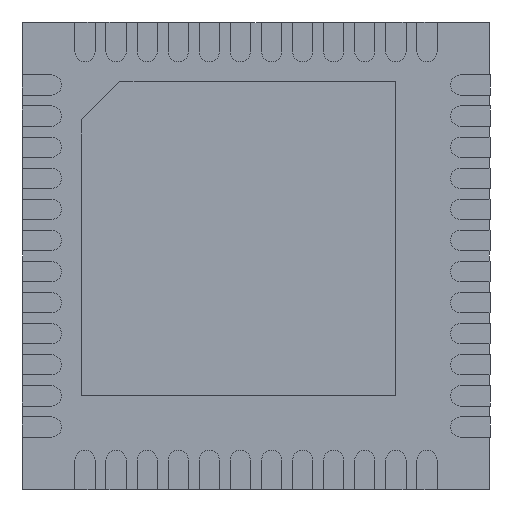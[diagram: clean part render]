
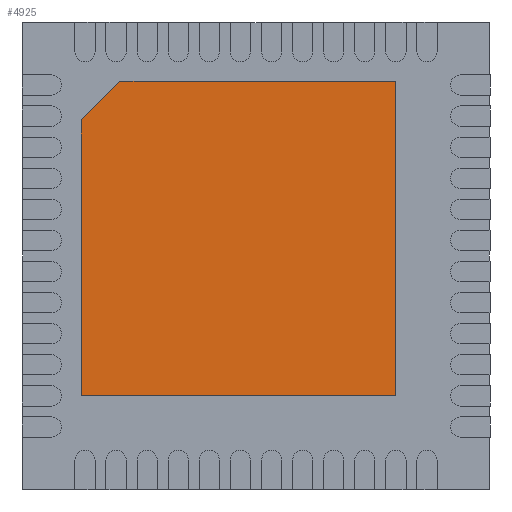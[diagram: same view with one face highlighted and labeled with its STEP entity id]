
A CAD part, front view. The second image highlights one B-rep face of the part: STEP entity #4925.
In plain terms, the highlighted planar face has unit normal (0, -1, 0).
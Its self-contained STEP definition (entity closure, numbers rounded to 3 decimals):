
#59 = EDGE_CURVE ( 'NONE', #4106, #12624, #8428, .T. ) ;
#244 = DIRECTION ( 'NONE',  ( 0., 0., -1. ) ) ;
#255 = LINE ( 'NONE', #3854, #8394 ) ;
#1103 = CARTESIAN_POINT ( 'NONE',  ( 0., -0.05, 0. ) ) ;
#2023 = DIRECTION ( 'NONE',  ( 0.707, 0., 0.707 ) ) ;
#2127 = FACE_OUTER_BOUND ( 'NONE', #11908, .T. ) ;
#2162 = DIRECTION ( 'NONE',  ( 0., 0., 1. ) ) ;
#2503 = DIRECTION ( 'NONE',  ( 0., 0., -1. ) ) ;
#3106 = ORIENTED_EDGE ( 'NONE', *, *, #6781, .F. ) ;
#3123 = VERTEX_POINT ( 'NONE', #11633 ) ;
#3410 = EDGE_CURVE ( 'NONE', #4108, #11144, #10699, .T. ) ;
#3854 = CARTESIAN_POINT ( 'NONE',  ( -41.112, -0.05, -33.603 ) ) ;
#3915 = ORIENTED_EDGE ( 'NONE', *, *, #3410, .T. ) ;
#4106 = VERTEX_POINT ( 'NONE', #10874 ) ;
#4108 = VERTEX_POINT ( 'NONE', #5638 ) ;
#4623 = CARTESIAN_POINT ( 'NONE',  ( -41.112, -0.05, -30.053 ) ) ;
#4925 = ADVANCED_FACE ( 'NONE', ( #2127 ), #10623, .F. ) ;
#5638 = CARTESIAN_POINT ( 'NONE',  ( -41.112, -0.05, -30.053 ) ) ;
#5667 = EDGE_CURVE ( 'NONE', #12624, #3123, #12326, .T. ) ;
#6023 = ORIENTED_EDGE ( 'NONE', *, *, #59, .F. ) ;
#6659 = DIRECTION ( 'NONE',  ( 1., 0., 0. ) ) ;
#6667 = VECTOR ( 'NONE', #244, 1000. ) ;
#6706 = CARTESIAN_POINT ( 'NONE',  ( -40.612, -0.05, -29.553 ) ) ;
#6781 = EDGE_CURVE ( 'NONE', #4108, #4106, #10748, .T. ) ;
#7184 = CARTESIAN_POINT ( 'NONE',  ( -41.112, -0.05, -33.603 ) ) ;
#7564 = VECTOR ( 'NONE', #2503, 1000. ) ;
#8394 = VECTOR ( 'NONE', #10218, 1000. ) ;
#8428 = LINE ( 'NONE', #6706, #11257 ) ;
#8529 = DIRECTION ( 'NONE',  ( 0., 1., 0. ) ) ;
#8770 = CARTESIAN_POINT ( 'NONE',  ( -37.062, -0.05, -29.553 ) ) ;
#8816 = ORIENTED_EDGE ( 'NONE', *, *, #9916, .T. ) ;
#9490 = CARTESIAN_POINT ( 'NONE',  ( -41.112, -0.05, -30.053 ) ) ;
#9701 = CARTESIAN_POINT ( 'NONE',  ( -37.062, -0.05, -29.553 ) ) ;
#9787 = AXIS2_PLACEMENT_3D ( 'NONE', #1103, #8529, #2162 ) ;
#9916 = EDGE_CURVE ( 'NONE', #11144, #3123, #255, .T. ) ;
#10218 = DIRECTION ( 'NONE',  ( 1., 0., 0. ) ) ;
#10623 = PLANE ( 'NONE',  #9787 ) ;
#10699 = LINE ( 'NONE', #4623, #7564 ) ;
#10748 = LINE ( 'NONE', #9490, #13545 ) ;
#10874 = CARTESIAN_POINT ( 'NONE',  ( -40.612, -0.05, -29.553 ) ) ;
#11144 = VERTEX_POINT ( 'NONE', #7184 ) ;
#11257 = VECTOR ( 'NONE', #6659, 1000. ) ;
#11459 = ORIENTED_EDGE ( 'NONE', *, *, #5667, .F. ) ;
#11633 = CARTESIAN_POINT ( 'NONE',  ( -37.062, -0.05, -33.603 ) ) ;
#11908 = EDGE_LOOP ( 'NONE', ( #6023, #3106, #3915, #8816, #11459 ) ) ;
#12326 = LINE ( 'NONE', #8770, #6667 ) ;
#12624 = VERTEX_POINT ( 'NONE', #9701 ) ;
#13545 = VECTOR ( 'NONE', #2023, 1000. ) ;
